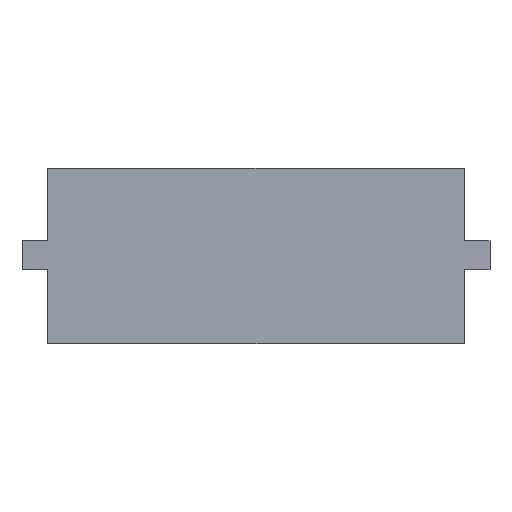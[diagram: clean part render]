
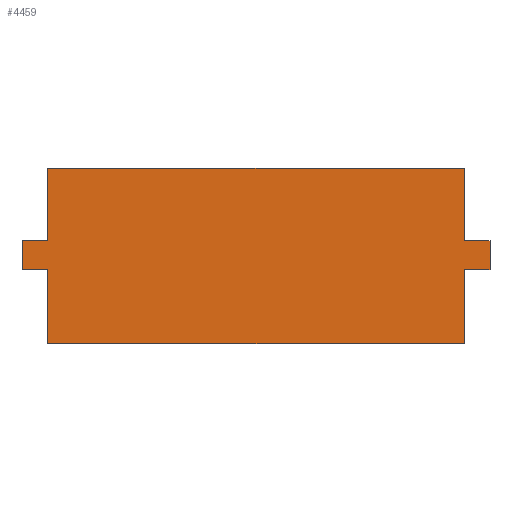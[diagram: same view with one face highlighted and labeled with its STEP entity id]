
A CAD part, front view. The second image highlights one B-rep face of the part: STEP entity #4459.
In plain terms, the highlighted planar face has unit normal (0, -1, 0).
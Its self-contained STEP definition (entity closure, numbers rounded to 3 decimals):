
#474 = VERTEX_POINT ( 'NONE', #2013 ) ;
#539 = VERTEX_POINT ( 'NONE', #2249 ) ;
#541 = VERTEX_POINT ( 'NONE', #2254 ) ;
#572 = VERTEX_POINT ( 'NONE', #2328 ) ;
#590 = VERTEX_POINT ( 'NONE', #2427 ) ;
#602 = VERTEX_POINT ( 'NONE', #2458 ) ;
#603 = EDGE_CURVE ( 'NONE', #474, #541, #2456, .T. ) ;
#606 = EDGE_CURVE ( 'NONE', #602, #572, #2464, .T. ) ;
#609 = VERTEX_POINT ( 'NONE', #2449 ) ;
#613 = EDGE_CURVE ( 'NONE', #539, #609, #2495, .T. ) ;
#628 = EDGE_CURVE ( 'NONE', #590, #641, #2512, .T. ) ;
#641 = VERTEX_POINT ( 'NONE', #2559 ) ;
#2013 = CARTESIAN_POINT ( 'NONE',  ( 11.4, 0., 0. ) ) ;
#2249 = CARTESIAN_POINT ( 'NONE',  ( 0., 0., -4.8 ) ) ;
#2254 = CARTESIAN_POINT ( 'NONE',  ( 11.4, 0., -1.978 ) ) ;
#2328 = CARTESIAN_POINT ( 'NONE',  ( 11.4, 0., -4.8 ) ) ;
#2427 = CARTESIAN_POINT ( 'NONE',  ( 0., 0., -1.978 ) ) ;
#2444 = DIRECTION ( 'NONE',  ( 0., 0., -1. ) ) ;
#2445 = VECTOR ( 'NONE', #2444, 1000. ) ;
#2446 = CARTESIAN_POINT ( 'NONE',  ( 11.4, 0., 0. ) ) ;
#2449 = CARTESIAN_POINT ( 'NONE',  ( 0., 0., -2.778 ) ) ;
#2453 = DIRECTION ( 'NONE',  ( 0., 0., -1. ) ) ;
#2454 = VECTOR ( 'NONE', #2453, 1000. ) ;
#2455 = CARTESIAN_POINT ( 'NONE',  ( 11.4, 0., 0. ) ) ;
#2456 = LINE ( 'NONE', #2455, #2454 ) ;
#2458 = CARTESIAN_POINT ( 'NONE',  ( 11.4, 0., -2.778 ) ) ;
#2464 = LINE ( 'NONE', #2446, #2445 ) ;
#2487 = DIRECTION ( 'NONE',  ( 0., 0., 1. ) ) ;
#2493 = VECTOR ( 'NONE', #2487, 1000. ) ;
#2494 = CARTESIAN_POINT ( 'NONE',  ( 0., 0., 0. ) ) ;
#2495 = LINE ( 'NONE', #2494, #2493 ) ;
#2509 = DIRECTION ( 'NONE',  ( 0., 0., 1. ) ) ;
#2510 = VECTOR ( 'NONE', #2509, 1000. ) ;
#2511 = CARTESIAN_POINT ( 'NONE',  ( 0., 0., 0. ) ) ;
#2512 = LINE ( 'NONE', #2511, #2510 ) ;
#2559 = CARTESIAN_POINT ( 'NONE',  ( 0., 0., 0. ) ) ;
#4444 = ORIENTED_EDGE ( 'NONE', *, *, #4470, .F. ) ;
#4445 = EDGE_CURVE ( 'NONE', #4446, #4512, #8859, .T. ) ;
#4446 = VERTEX_POINT ( 'NONE', #8804 ) ;
#4456 = EDGE_LOOP ( 'NONE', ( #4463, #4458, #4461, #4507, #4457, #4505, #4504, #4469, #4444, #4516, #4515, #4510 ) ) ;
#4457 = ORIENTED_EDGE ( 'NONE', *, *, #603, .F. ) ;
#4458 = ORIENTED_EDGE ( 'NONE', *, *, #4460, .F. ) ;
#4459 = ADVANCED_FACE ( 'NONE', ( #8852 ), #8834, .T. ) ;
#4460 = EDGE_CURVE ( 'NONE', #4512, #602, #8874, .T. ) ;
#4461 = ORIENTED_EDGE ( 'NONE', *, *, #4445, .F. ) ;
#4463 = ORIENTED_EDGE ( 'NONE', *, *, #606, .F. ) ;
#4469 = ORIENTED_EDGE ( 'NONE', *, *, #4506, .F. ) ;
#4470 = EDGE_CURVE ( 'NONE', #4498, #4503, #8906, .T. ) ;
#4471 = EDGE_CURVE ( 'NONE', #641, #474, #8914, .T. ) ;
#4498 = VERTEX_POINT ( 'NONE', #8989 ) ;
#4503 = VERTEX_POINT ( 'NONE', #8993 ) ;
#4504 = ORIENTED_EDGE ( 'NONE', *, *, #628, .F. ) ;
#4505 = ORIENTED_EDGE ( 'NONE', *, *, #4471, .F. ) ;
#4506 = EDGE_CURVE ( 'NONE', #4503, #590, #8973, .T. ) ;
#4507 = ORIENTED_EDGE ( 'NONE', *, *, #4514, .F. ) ;
#4510 = ORIENTED_EDGE ( 'NONE', *, *, #4517, .F. ) ;
#4511 = EDGE_CURVE ( 'NONE', #609, #4498, #8991, .T. ) ;
#4512 = VERTEX_POINT ( 'NONE', #9026 ) ;
#4514 = EDGE_CURVE ( 'NONE', #541, #4446, #8986, .T. ) ;
#4515 = ORIENTED_EDGE ( 'NONE', *, *, #613, .F. ) ;
#4516 = ORIENTED_EDGE ( 'NONE', *, *, #4511, .F. ) ;
#4517 = EDGE_CURVE ( 'NONE', #572, #539, #9023, .T. ) ;
#8804 = CARTESIAN_POINT ( 'NONE',  ( 12.1, 0., -1.978 ) ) ;
#8834 = PLANE ( 'NONE',  #8853 ) ;
#8852 = FACE_OUTER_BOUND ( 'NONE', #4456, .T. ) ;
#8853 = AXIS2_PLACEMENT_3D ( 'NONE', #8879, #8878, #8877 ) ;
#8856 = DIRECTION ( 'NONE',  ( 0., 0., -1. ) ) ;
#8857 = VECTOR ( 'NONE', #8856, 1000. ) ;
#8858 = CARTESIAN_POINT ( 'NONE',  ( 12.1, 0., -2.778 ) ) ;
#8859 = LINE ( 'NONE', #8858, #8857 ) ;
#8871 = DIRECTION ( 'NONE',  ( -1., 0., 0. ) ) ;
#8872 = VECTOR ( 'NONE', #8871, 1000. ) ;
#8873 = CARTESIAN_POINT ( 'NONE',  ( 10.7, 0., -2.778 ) ) ;
#8874 = LINE ( 'NONE', #8873, #8872 ) ;
#8877 = DIRECTION ( 'NONE',  ( 0., 0., -1. ) ) ;
#8878 = DIRECTION ( 'NONE',  ( 0., -1., 0. ) ) ;
#8879 = CARTESIAN_POINT ( 'NONE',  ( 0., 0., -4.8 ) ) ;
#8895 = DIRECTION ( 'NONE',  ( 1., 0., 0. ) ) ;
#8896 = VECTOR ( 'NONE', #8895, 1000. ) ;
#8898 = CARTESIAN_POINT ( 'NONE',  ( 0., 0., 0. ) ) ;
#8900 = DIRECTION ( 'NONE',  ( 0., 0., 1. ) ) ;
#8902 = VECTOR ( 'NONE', #8900, 1000. ) ;
#8905 = CARTESIAN_POINT ( 'NONE',  ( -0.7, 0., -1.978 ) ) ;
#8906 = LINE ( 'NONE', #8905, #8902 ) ;
#8914 = LINE ( 'NONE', #8898, #8896 ) ;
#8970 = DIRECTION ( 'NONE',  ( -1., 0., 0. ) ) ;
#8971 = VECTOR ( 'NONE', #8970, 1000. ) ;
#8972 = CARTESIAN_POINT ( 'NONE',  ( 0.7, 0., -2.778 ) ) ;
#8973 = LINE ( 'NONE', #8985, #8984 ) ;
#8984 = VECTOR ( 'NONE', #9027, 1000. ) ;
#8985 = CARTESIAN_POINT ( 'NONE',  ( 0.7, 0., -1.978 ) ) ;
#8986 = LINE ( 'NONE', #9025, #9019 ) ;
#8989 = CARTESIAN_POINT ( 'NONE',  ( -0.7, 0., -2.778 ) ) ;
#8991 = LINE ( 'NONE', #8972, #8971 ) ;
#8993 = CARTESIAN_POINT ( 'NONE',  ( -0.7, 0., -1.978 ) ) ;
#9015 = DIRECTION ( 'NONE',  ( -1., 0., 0. ) ) ;
#9016 = VECTOR ( 'NONE', #9015, 1000. ) ;
#9018 = DIRECTION ( 'NONE',  ( 1., 0., 0. ) ) ;
#9019 = VECTOR ( 'NONE', #9018, 1000. ) ;
#9022 = CARTESIAN_POINT ( 'NONE',  ( 0., 0., -4.8 ) ) ;
#9023 = LINE ( 'NONE', #9022, #9016 ) ;
#9025 = CARTESIAN_POINT ( 'NONE',  ( 10.7, 0., -1.978 ) ) ;
#9026 = CARTESIAN_POINT ( 'NONE',  ( 12.1, 0., -2.778 ) ) ;
#9027 = DIRECTION ( 'NONE',  ( 1., 0., 0. ) ) ;
